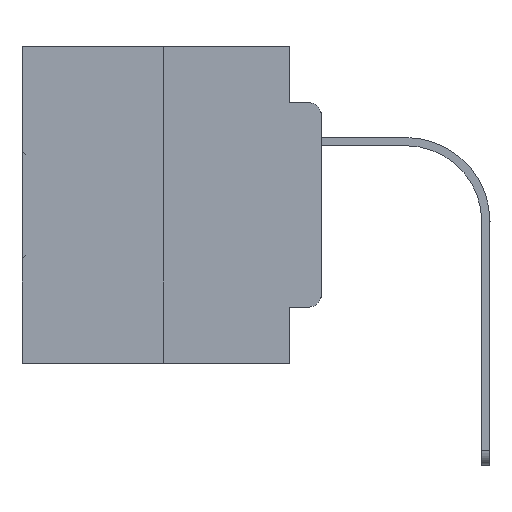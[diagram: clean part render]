
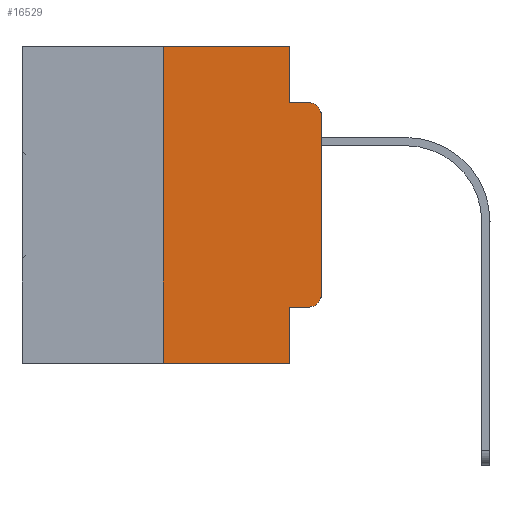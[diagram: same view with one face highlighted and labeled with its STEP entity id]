
A CAD part, left-side view. The second image highlights one B-rep face of the part: STEP entity #16529.
In plain terms, the highlighted planar face has unit normal (-1, 0, 0).
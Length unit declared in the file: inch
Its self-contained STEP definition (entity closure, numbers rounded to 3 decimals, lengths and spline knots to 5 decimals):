
#270 = EDGE_LOOP ( 'NONE', ( #8294, #27671, #28474, #17600, #20077, #19138, #15749, #21350, #26300, #9508 ) ) ;
#634 = LINE ( 'NONE', #17429, #26447 ) ;
#1419 = VECTOR ( 'NONE', #25116, 39.37008 ) ;
#2701 = CARTESIAN_POINT ( 'NONE',  ( 0., 0.25, 0. ) ) ;
#2732 = VECTOR ( 'NONE', #9372, 39.37008 ) ;
#2754 = CARTESIAN_POINT ( 'NONE',  ( 0., 0.051, -0.0885 ) ) ;
#3225 = VERTEX_POINT ( 'NONE', #17196 ) ;
#3348 = EDGE_CURVE ( 'NONE', #6107, #22664, #23666, .T. ) ;
#3356 = DIRECTION ( 'NONE',  ( 0., -1., 0. ) ) ;
#4392 = LINE ( 'NONE', #16642, #7263 ) ;
#4595 = VECTOR ( 'NONE', #9579, 39.37008 ) ;
#4624 = AXIS2_PLACEMENT_3D ( 'NONE', #30171, #24854, #17658 ) ;
#4794 = CARTESIAN_POINT ( 'NONE',  ( 0., 0.051, 0. ) ) ;
#4946 = DIRECTION ( 'NONE',  ( 0., 0., -1. ) ) ;
#5943 = DIRECTION ( 'NONE',  ( 1., 0., 0. ) ) ;
#6107 = VERTEX_POINT ( 'NONE', #18375 ) ;
#6609 = AXIS2_PLACEMENT_3D ( 'NONE', #23717, #14620, #26374 ) ;
#6616 = CARTESIAN_POINT ( 'NONE',  ( 0., 0.051, -0.4115 ) ) ;
#7263 = VECTOR ( 'NONE', #16800, 39.37008 ) ;
#7269 = EDGE_CURVE ( 'NONE', #26072, #24600, #10385, .T. ) ;
#8294 = ORIENTED_EDGE ( 'NONE', *, *, #21472, .T. ) ;
#8299 = FACE_OUTER_BOUND ( 'NONE', #270, .T. ) ;
#9123 = LINE ( 'NONE', #22943, #15627 ) ;
#9372 = DIRECTION ( 'NONE',  ( 0., 0., 1. ) ) ;
#9508 = ORIENTED_EDGE ( 'NONE', *, *, #19378, .T. ) ;
#9579 = DIRECTION ( 'NONE',  ( 0., -1., 0. ) ) ;
#10385 = LINE ( 'NONE', #19948, #1419 ) ;
#10398 = CARTESIAN_POINT ( 'NONE',  ( 0., 0.02, -0.4115 ) ) ;
#10940 = EDGE_CURVE ( 'NONE', #24600, #25312, #12259, .T. ) ;
#11440 = VECTOR ( 'NONE', #4946, 39.37008 ) ;
#11885 = CARTESIAN_POINT ( 'NONE',  ( 0., 0., 0. ) ) ;
#11893 = CARTESIAN_POINT ( 'NONE',  ( 0., 0.02, -0.0885 ) ) ;
#12259 = LINE ( 'NONE', #14314, #4595 ) ;
#12611 = LINE ( 'NONE', #22182, #17713 ) ;
#12627 = EDGE_CURVE ( 'NONE', #24466, #19030, #12611, .T. ) ;
#13175 = DIRECTION ( 'NONE',  ( 0., 0., -1. ) ) ;
#13381 = DIRECTION ( 'NONE',  ( 0., 0., -1. ) ) ;
#13756 = VERTEX_POINT ( 'NONE', #2754 ) ;
#14314 = CARTESIAN_POINT ( 'NONE',  ( 0., 0.473, 0. ) ) ;
#14620 = DIRECTION ( 'NONE',  ( -1., 0., 0. ) ) ;
#14689 = LINE ( 'NONE', #4794, #11440 ) ;
#15627 = VECTOR ( 'NONE', #13381, 39.37008 ) ;
#15749 = ORIENTED_EDGE ( 'NONE', *, *, #22229, .T. ) ;
#16393 = EDGE_CURVE ( 'NONE', #13756, #22664, #634, .T. ) ;
#16529 = ADVANCED_FACE ( 'NONE', ( #8299 ), #17896, .F. ) ;
#16599 = LINE ( 'NONE', #11885, #2732 ) ;
#16642 = CARTESIAN_POINT ( 'NONE',  ( 0., 0.473, -0.5 ) ) ;
#16800 = DIRECTION ( 'NONE',  ( 0., -1., 0. ) ) ;
#17134 = EDGE_CURVE ( 'NONE', #25312, #13756, #14689, .T. ) ;
#17196 = CARTESIAN_POINT ( 'NONE',  ( 0., 0., -0.3915 ) ) ;
#17429 = CARTESIAN_POINT ( 'NONE',  ( 0., 0.051, -0.0885 ) ) ;
#17600 = ORIENTED_EDGE ( 'NONE', *, *, #17134, .F. ) ;
#17658 = DIRECTION ( 'NONE',  ( 0., 0., -1. ) ) ;
#17713 = VECTOR ( 'NONE', #3356, 39.37008 ) ;
#17896 = PLANE ( 'NONE',  #24934 ) ;
#18375 = CARTESIAN_POINT ( 'NONE',  ( 0., 0., -0.1085 ) ) ;
#18776 = VERTEX_POINT ( 'NONE', #21250 ) ;
#19030 = VERTEX_POINT ( 'NONE', #10398 ) ;
#19132 = EDGE_CURVE ( 'NONE', #24466, #18776, #9123, .T. ) ;
#19138 = ORIENTED_EDGE ( 'NONE', *, *, #7269, .F. ) ;
#19378 = EDGE_CURVE ( 'NONE', #19030, #3225, #20143, .T. ) ;
#19948 = CARTESIAN_POINT ( 'NONE',  ( 0., 0.25, 0. ) ) ;
#20077 = ORIENTED_EDGE ( 'NONE', *, *, #10940, .F. ) ;
#20143 = CIRCLE ( 'NONE', #6609, 0.02 ) ;
#21250 = CARTESIAN_POINT ( 'NONE',  ( 0., 0.051, -0.5 ) ) ;
#21350 = ORIENTED_EDGE ( 'NONE', *, *, #19132, .F. ) ;
#21472 = EDGE_CURVE ( 'NONE', #3225, #6107, #16599, .T. ) ;
#22095 = CARTESIAN_POINT ( 'NONE',  ( 0., 0.25, -0.5 ) ) ;
#22182 = CARTESIAN_POINT ( 'NONE',  ( 0., 0.051, -0.4115 ) ) ;
#22229 = EDGE_CURVE ( 'NONE', #26072, #18776, #4392, .T. ) ;
#22664 = VERTEX_POINT ( 'NONE', #11893 ) ;
#22799 = CARTESIAN_POINT ( 'NONE',  ( 0., 0.051, 0. ) ) ;
#22943 = CARTESIAN_POINT ( 'NONE',  ( 0., 0.051, 0. ) ) ;
#23666 = CIRCLE ( 'NONE', #4624, 0.02 ) ;
#23717 = CARTESIAN_POINT ( 'NONE',  ( 0., 0.02, -0.3915 ) ) ;
#24466 = VERTEX_POINT ( 'NONE', #6616 ) ;
#24600 = VERTEX_POINT ( 'NONE', #2701 ) ;
#24854 = DIRECTION ( 'NONE',  ( -1., 0., 0. ) ) ;
#24934 = AXIS2_PLACEMENT_3D ( 'NONE', #27445, #5943, #13175 ) ;
#25116 = DIRECTION ( 'NONE',  ( 0., 0., 1. ) ) ;
#25312 = VERTEX_POINT ( 'NONE', #22799 ) ;
#26072 = VERTEX_POINT ( 'NONE', #22095 ) ;
#26300 = ORIENTED_EDGE ( 'NONE', *, *, #12627, .T. ) ;
#26374 = DIRECTION ( 'NONE',  ( 0., 0., -1. ) ) ;
#26447 = VECTOR ( 'NONE', #26829, 39.37008 ) ;
#26829 = DIRECTION ( 'NONE',  ( 0., -1., 0. ) ) ;
#27445 = CARTESIAN_POINT ( 'NONE',  ( 0., 0.473, 0. ) ) ;
#27671 = ORIENTED_EDGE ( 'NONE', *, *, #3348, .T. ) ;
#28474 = ORIENTED_EDGE ( 'NONE', *, *, #16393, .F. ) ;
#30171 = CARTESIAN_POINT ( 'NONE',  ( 0., 0.02, -0.1085 ) ) ;
